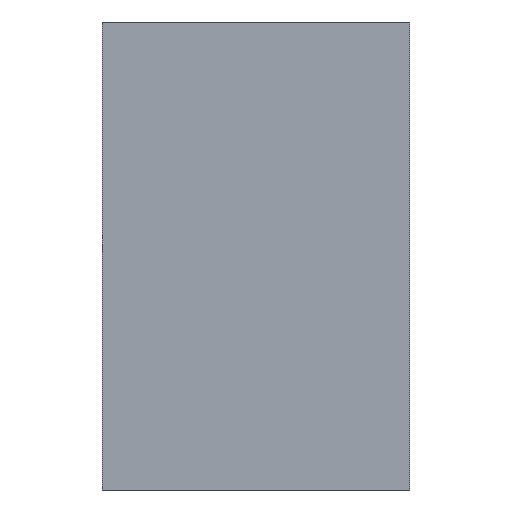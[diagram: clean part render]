
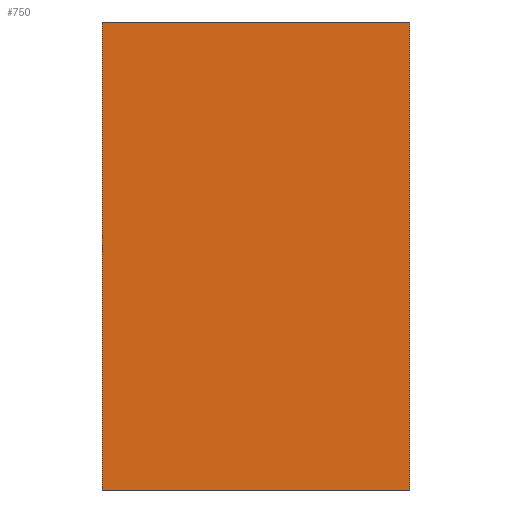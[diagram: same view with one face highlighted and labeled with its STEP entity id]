
A CAD part, left-side view. The second image highlights one B-rep face of the part: STEP entity #750.
In plain terms, the highlighted planar face has unit normal (-1, 0, 0).
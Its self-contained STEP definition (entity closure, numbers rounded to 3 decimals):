
#150 = LINE ( 'NONE', #3766, #4105 ) ;
#376 = CARTESIAN_POINT ( 'NONE',  ( -299.787, 50., 0. ) ) ;
#634 = VECTOR ( 'NONE', #1424, 1000. ) ;
#735 = VECTOR ( 'NONE', #4309, 1000. ) ;
#750 = ADVANCED_FACE ( 'NONE', ( #2165 ), #1856, .F. ) ;
#769 = DIRECTION ( 'NONE',  ( 0., -1., 0. ) ) ;
#824 = DIRECTION ( 'NONE',  ( 1., 0., 0. ) ) ;
#1091 = ORIENTED_EDGE ( 'NONE', *, *, #3475, .T. ) ;
#1128 = LINE ( 'NONE', #4006, #1392 ) ;
#1162 = AXIS2_PLACEMENT_3D ( 'NONE', #376, #824, #3612 ) ;
#1211 = EDGE_CURVE ( 'NONE', #2405, #2501, #1851, .T. ) ;
#1392 = VECTOR ( 'NONE', #769, 1000. ) ;
#1424 = DIRECTION ( 'NONE',  ( 0., 0., 1. ) ) ;
#1851 = LINE ( 'NONE', #4330, #634 ) ;
#1852 = VERTEX_POINT ( 'NONE', #2407 ) ;
#1856 = PLANE ( 'NONE',  #1162 ) ;
#2165 = FACE_OUTER_BOUND ( 'NONE', #2242, .T. ) ;
#2242 = EDGE_LOOP ( 'NONE', ( #4461, #4492, #3937, #1091 ) ) ;
#2405 = VERTEX_POINT ( 'NONE', #3406 ) ;
#2407 = CARTESIAN_POINT ( 'NONE',  ( -299.787, 0., -76. ) ) ;
#2501 = VERTEX_POINT ( 'NONE', #4669 ) ;
#2701 = DIRECTION ( 'NONE',  ( 0., -1., 0. ) ) ;
#2884 = EDGE_CURVE ( 'NONE', #2501, #4083, #1128, .T. ) ;
#2922 = LINE ( 'NONE', #4378, #735 ) ;
#3216 = CARTESIAN_POINT ( 'NONE',  ( -299.787, 0., 0. ) ) ;
#3406 = CARTESIAN_POINT ( 'NONE',  ( -299.787, 50., -76. ) ) ;
#3475 = EDGE_CURVE ( 'NONE', #2405, #1852, #150, .T. ) ;
#3612 = DIRECTION ( 'NONE',  ( 0., 0., -1. ) ) ;
#3766 = CARTESIAN_POINT ( 'NONE',  ( -299.787, 50., -76. ) ) ;
#3937 = ORIENTED_EDGE ( 'NONE', *, *, #1211, .F. ) ;
#4006 = CARTESIAN_POINT ( 'NONE',  ( -299.787, 50., 0. ) ) ;
#4083 = VERTEX_POINT ( 'NONE', #3216 ) ;
#4105 = VECTOR ( 'NONE', #2701, 1000. ) ;
#4309 = DIRECTION ( 'NONE',  ( 0., 0., 1. ) ) ;
#4330 = CARTESIAN_POINT ( 'NONE',  ( -299.787, 50., 0. ) ) ;
#4378 = CARTESIAN_POINT ( 'NONE',  ( -299.787, 0., 0. ) ) ;
#4461 = ORIENTED_EDGE ( 'NONE', *, *, #4471, .T. ) ;
#4471 = EDGE_CURVE ( 'NONE', #1852, #4083, #2922, .T. ) ;
#4492 = ORIENTED_EDGE ( 'NONE', *, *, #2884, .F. ) ;
#4669 = CARTESIAN_POINT ( 'NONE',  ( -299.787, 50., 0. ) ) ;
